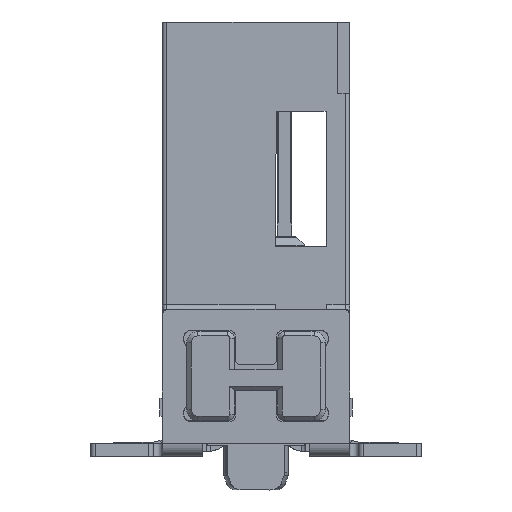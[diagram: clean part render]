
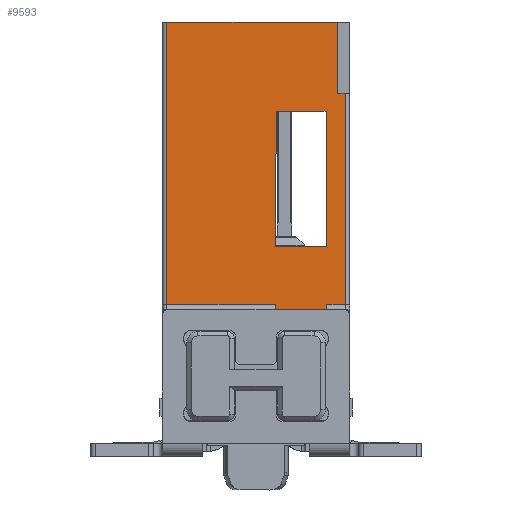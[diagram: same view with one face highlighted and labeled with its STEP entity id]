
A CAD part, front view. The second image highlights one B-rep face of the part: STEP entity #9593.
In plain terms, the highlighted planar face has unit normal (0, -1, 0).
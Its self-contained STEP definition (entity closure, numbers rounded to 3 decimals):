
#7024=FACE_BOUND('',#14114,.T.);
#7025=FACE_BOUND('',#14115,.T.);
#9593=ADVANCED_FACE('',(#7024,#7025),#11027,.T.);
#11027=PLANE('',#39594);
#14114=EDGE_LOOP('',(#19308,#19309,#19310,#19311));
#14115=EDGE_LOOP('',(#19312,#19313,#19314,#19315,#19316,#19317,#19318,#19319,
#19320,#19321));
#19308=ORIENTED_EDGE('',*,*,#27019,.F.);
#19309=ORIENTED_EDGE('',*,*,#29252,.T.);
#19310=ORIENTED_EDGE('',*,*,#29082,.T.);
#19311=ORIENTED_EDGE('',*,*,#29250,.T.);
#19312=ORIENTED_EDGE('',*,*,#29080,.T.);
#19313=ORIENTED_EDGE('',*,*,#29168,.T.);
#19314=ORIENTED_EDGE('',*,*,#29171,.T.);
#19315=ORIENTED_EDGE('',*,*,#29145,.T.);
#19316=ORIENTED_EDGE('',*,*,#27314,.F.);
#19317=ORIENTED_EDGE('',*,*,#29189,.T.);
#19318=ORIENTED_EDGE('',*,*,#29078,.T.);
#19319=ORIENTED_EDGE('',*,*,#29075,.T.);
#19320=ORIENTED_EDGE('',*,*,#29066,.F.);
#19321=ORIENTED_EDGE('',*,*,#29062,.T.);
#24176=VERTEX_POINT('',#48334);
#24177=VERTEX_POINT('',#48336);
#24458=VERTEX_POINT('',#48919);
#24459=VERTEX_POINT('',#48921);
#25650=VERTEX_POINT('',#54611);
#25652=VERTEX_POINT('',#54614);
#25655=VERTEX_POINT('',#54622);
#25663=VERTEX_POINT('',#54640);
#25664=VERTEX_POINT('',#54644);
#25665=VERTEX_POINT('',#54648);
#25666=VERTEX_POINT('',#54652);
#25668=VERTEX_POINT('',#54655);
#25676=VERTEX_POINT('',#54770);
#25677=VERTEX_POINT('',#54835);
#27019=EDGE_CURVE('',#24176,#24177,#31524,.T.);
#27314=EDGE_CURVE('',#24458,#24459,#31789,.T.);
#29062=EDGE_CURVE('',#25652,#25650,#32897,.T.);
#29066=EDGE_CURVE('',#25652,#25655,#32901,.T.);
#29075=EDGE_CURVE('',#25663,#25655,#32910,.T.);
#29078=EDGE_CURVE('',#25664,#25663,#32911,.T.);
#29080=EDGE_CURVE('',#25650,#25665,#32912,.T.);
#29082=EDGE_CURVE('',#25668,#25666,#32914,.T.);
#29145=EDGE_CURVE('',#25676,#24459,#32976,.T.);
#29168=EDGE_CURVE('',#25665,#25677,#32994,.T.);
#29171=EDGE_CURVE('',#25677,#25676,#32996,.T.);
#29189=EDGE_CURVE('',#24458,#25664,#33013,.T.);
#29250=EDGE_CURVE('',#25666,#24177,#33050,.T.);
#29252=EDGE_CURVE('',#24176,#25668,#33052,.T.);
#31524=LINE('',#48335,#34517);
#31789=LINE('',#48920,#34782);
#32897=LINE('',#54613,#35890);
#32901=LINE('',#54621,#35894);
#32910=LINE('',#54639,#35903);
#32911=LINE('',#54645,#35904);
#32912=LINE('',#54649,#35905);
#32914=LINE('',#54654,#35907);
#32976=LINE('',#54772,#35969);
#32994=LINE('',#54834,#35987);
#32996=LINE('',#54839,#35989);
#33013=LINE('',#54876,#36006);
#33050=LINE('',#55020,#36043);
#33052=LINE('',#55023,#36045);
#34517=VECTOR('',#40857,1.);
#34782=VECTOR('',#41198,1.);
#35890=VECTOR('',#43870,1.);
#35894=VECTOR('',#43876,1.);
#35903=VECTOR('',#43887,1.);
#35904=VECTOR('',#43894,1.);
#35905=VECTOR('',#43899,1.);
#35907=VECTOR('',#43903,1.);
#35969=VECTOR('',#44059,1.);
#35987=VECTOR('',#44133,1.);
#35989=VECTOR('',#44139,1.);
#36006=VECTOR('',#44196,1.);
#36043=VECTOR('',#44411,1.);
#36045=VECTOR('',#44415,1.);
#39594=AXIS2_PLACEMENT_3D('',#55024,#44416,#44417);
#40857=DIRECTION('',(1.,0.,0.));
#41198=DIRECTION('',(1.,0.,0.));
#43870=DIRECTION('',(-0.004,0.,1.));
#43876=DIRECTION('',(-1.,0.,0.));
#43887=DIRECTION('',(-0.004,0.,-1.));
#43894=DIRECTION('',(1.,0.,0.));
#43899=DIRECTION('',(1.,0.,0.));
#43903=DIRECTION('',(1.,0.,0.));
#44059=DIRECTION('',(0.,0.,1.));
#44133=DIRECTION('',(0.,0.,1.));
#44139=DIRECTION('',(-1.,0.,0.));
#44196=DIRECTION('',(0.,0.,-1.));
#44411=DIRECTION('',(0.004,0.,-1.));
#44415=DIRECTION('',(0.004,0.,1.));
#44416=DIRECTION('',(0.,-1.,0.));
#44417=DIRECTION('',(-1.,0.,0.));
#48334=CARTESIAN_POINT('',(0.439,-10.9,1.57));
#48335=CARTESIAN_POINT('',(1.598,-10.9,1.57));
#48336=CARTESIAN_POINT('',(1.581,-10.9,1.57));
#48919=CARTESIAN_POINT('',(-2.,-10.9,6.6));
#48920=CARTESIAN_POINT('',(-2.,-10.9,6.6));
#48921=CARTESIAN_POINT('',(1.825,-10.9,6.6));
#54611=CARTESIAN_POINT('',(1.587,-10.9,0.27));
#54613=CARTESIAN_POINT('',(1.601,-10.9,-2.871));
#54614=CARTESIAN_POINT('',(1.587,-10.9,0.17));
#54621=CARTESIAN_POINT('',(1.587,-10.9,0.17));
#54622=CARTESIAN_POINT('',(0.433,-10.9,0.17));
#54639=CARTESIAN_POINT('',(0.414,-10.9,-4.08));
#54640=CARTESIAN_POINT('',(0.433,-10.9,0.27));
#54644=CARTESIAN_POINT('',(-2.,-10.9,0.27));
#54645=CARTESIAN_POINT('',(-2.,-10.9,0.27));
#54648=CARTESIAN_POINT('',(2.,-10.9,0.27));
#54649=CARTESIAN_POINT('',(1.587,-10.9,0.27));
#54652=CARTESIAN_POINT('',(1.568,-10.9,4.6));
#54654=CARTESIAN_POINT('',(0.445,-10.9,4.6));
#54655=CARTESIAN_POINT('',(0.452,-10.9,4.6));
#54770=CARTESIAN_POINT('',(1.825,-10.9,5.));
#54772=CARTESIAN_POINT('',(1.825,-10.9,5.));
#54834=CARTESIAN_POINT('',(2.,-10.9,0.27));
#54835=CARTESIAN_POINT('',(2.,-10.9,5.));
#54839=CARTESIAN_POINT('',(2.,-10.9,5.));
#54876=CARTESIAN_POINT('',(-2.,-10.9,5.));
#55020=CARTESIAN_POINT('',(1.575,-10.9,3.));
#55023=CARTESIAN_POINT('',(0.433,-10.9,0.27));
#55024=CARTESIAN_POINT('',(-2.596,-10.9,-0.391));
